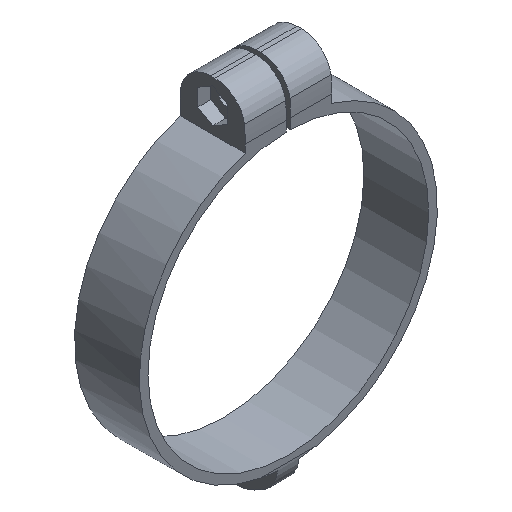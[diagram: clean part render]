
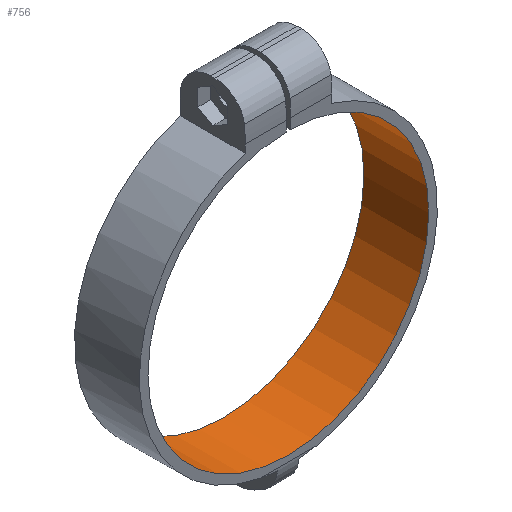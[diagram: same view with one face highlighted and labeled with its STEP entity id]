
A CAD part, isometric view. The second image highlights one B-rep face of the part: STEP entity #756.
In plain terms, the highlighted cylindrical face has radius 32.5 mm (diameter 65 mm), a partial arc.
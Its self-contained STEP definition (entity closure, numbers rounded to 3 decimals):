
#27=CYLINDRICAL_SURFACE('',#842,32.5);
#58=CIRCLE('',#823,32.5);
#67=CIRCLE('',#836,32.5);
#99=FACE_OUTER_BOUND('',#144,.T.);
#144=EDGE_LOOP('',(#621,#622,#623,#624));
#201=LINE('',#1213,#274);
#211=LINE('',#1253,#284);
#274=VECTOR('',#966,10.);
#284=VECTOR('',#1004,10.);
#349=VERTEX_POINT('',#1210);
#350=VERTEX_POINT('',#1212);
#358=VERTEX_POINT('',#1230);
#366=VERTEX_POINT('',#1251);
#435=EDGE_CURVE('',#350,#349,#201,.T.);
#445=EDGE_CURVE('',#349,#358,#58,.T.);
#456=EDGE_CURVE('',#358,#366,#211,.T.);
#461=EDGE_CURVE('',#350,#366,#67,.T.);
#621=ORIENTED_EDGE('',*,*,#435,.T.);
#622=ORIENTED_EDGE('',*,*,#445,.T.);
#623=ORIENTED_EDGE('',*,*,#456,.T.);
#624=ORIENTED_EDGE('',*,*,#461,.F.);
#756=ADVANCED_FACE('',(#99),#27,.F.);
#823=AXIS2_PLACEMENT_3D('',#1232,#982,#983);
#836=AXIS2_PLACEMENT_3D('',#1263,#1015,#1016);
#842=AXIS2_PLACEMENT_3D('',#1280,#1033,#1034);
#966=DIRECTION('',(0.,-1.,0.));
#982=DIRECTION('center_axis',(0.,-1.,0.));
#983=DIRECTION('ref_axis',(1.,0.,0.));
#1004=DIRECTION('',(0.,1.,0.));
#1015=DIRECTION('center_axis',(0.,-1.,0.));
#1016=DIRECTION('ref_axis',(1.,0.,0.));
#1033=DIRECTION('center_axis',(0.,1.,0.));
#1034=DIRECTION('ref_axis',(0.,0.,-1.));
#1210=CARTESIAN_POINT('',(32.,0.,32.496));
#1212=CARTESIAN_POINT('',(32.,15.,32.496));
#1213=CARTESIAN_POINT('',(32.,0.,32.496));
#1230=CARTESIAN_POINT('',(33.,0.,32.496));
#1232=CARTESIAN_POINT('Origin',(32.5,0.,0.));
#1251=CARTESIAN_POINT('',(33.,15.,32.496));
#1253=CARTESIAN_POINT('',(33.,0.,32.496));
#1263=CARTESIAN_POINT('Origin',(32.5,15.,0.));
#1280=CARTESIAN_POINT('Origin',(32.5,0.,0.));
